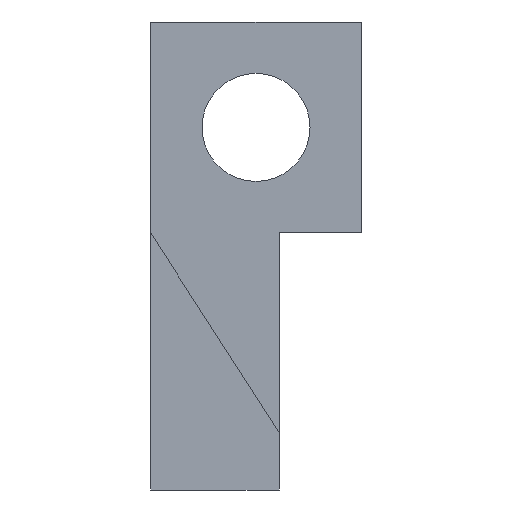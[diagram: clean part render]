
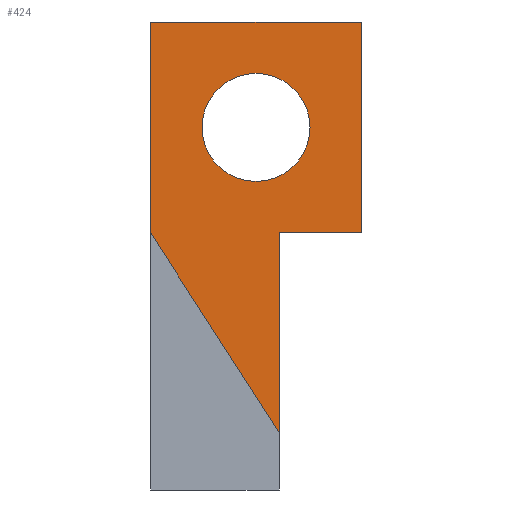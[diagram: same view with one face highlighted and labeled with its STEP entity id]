
A CAD part, front view. The second image highlights one B-rep face of the part: STEP entity #424.
In plain terms, the highlighted planar face has unit normal (0, -1, 0).
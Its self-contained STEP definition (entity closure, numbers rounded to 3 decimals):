
#126 = VERTEX_POINT('',#127);
#127 = CARTESIAN_POINT('',(0.,-15.,5.));
#133 = EDGE_CURVE('',#134,#126,#136,.T.);
#134 = VERTEX_POINT('',#135);
#135 = CARTESIAN_POINT('',(0.,-15.,13.2));
#136 = LINE('',#137,#138);
#137 = CARTESIAN_POINT('',(0.,-15.,13.2));
#138 = VECTOR('',#139,1.);
#139 = DIRECTION('',(0.,0.,-1.));
#186 = VERTEX_POINT('',#187);
#187 = CARTESIAN_POINT('',(5.,-15.,5.));
#193 = EDGE_CURVE('',#194,#186,#196,.T.);
#194 = VERTEX_POINT('',#195);
#195 = CARTESIAN_POINT('',(5.,-15.,-2.765));
#196 = LINE('',#197,#198);
#197 = CARTESIAN_POINT('',(5.,-15.,7.05));
#198 = VECTOR('',#199,1.);
#199 = DIRECTION('',(0.,0.,1.));
#245 = EDGE_CURVE('',#126,#194,#246,.T.);
#246 = LINE('',#247,#248);
#247 = CARTESIAN_POINT('',(2.168,-15.,1.634));
#248 = VECTOR('',#249,1.);
#249 = DIRECTION('',(0.541,0.,-0.841));
#321 = EDGE_CURVE('',#322,#134,#324,.T.);
#322 = VERTEX_POINT('',#323);
#323 = CARTESIAN_POINT('',(8.2,-15.,13.2));
#324 = LINE('',#325,#326);
#325 = CARTESIAN_POINT('',(8.2,-15.,13.2));
#326 = VECTOR('',#327,1.);
#327 = DIRECTION('',(-1.,0.,0.));
#365 = VERTEX_POINT('',#366);
#366 = CARTESIAN_POINT('',(8.2,-15.,5.));
#372 = EDGE_CURVE('',#186,#365,#373,.T.);
#373 = LINE('',#374,#375);
#374 = CARTESIAN_POINT('',(0.,-15.,5.));
#375 = VECTOR('',#376,1.);
#376 = DIRECTION('',(1.,0.,0.));
#386 = EDGE_CURVE('',#365,#322,#387,.T.);
#387 = LINE('',#388,#389);
#388 = CARTESIAN_POINT('',(8.2,-15.,5.));
#389 = VECTOR('',#390,1.);
#390 = DIRECTION('',(0.,0.,1.));
#403 = EDGE_CURVE('',#404,#404,#406,.T.);
#404 = VERTEX_POINT('',#405);
#405 = CARTESIAN_POINT('',(4.1,-15.,7.));
#406 = CIRCLE('',#407,2.1);
#407 = AXIS2_PLACEMENT_3D('',#408,#409,#410);
#408 = CARTESIAN_POINT('',(4.1,-15.,9.1));
#409 = DIRECTION('',(0.,-1.,0.));
#410 = DIRECTION('',(0.,0.,-1.));
#424 = ADVANCED_FACE('',(#425,#433),#436,.T.);
#425 = FACE_BOUND('',#426,.T.);
#426 = EDGE_LOOP('',(#427,#428,#429,#430,#431,#432));
#427 = ORIENTED_EDGE('',*,*,#386,.T.);
#428 = ORIENTED_EDGE('',*,*,#321,.T.);
#429 = ORIENTED_EDGE('',*,*,#133,.T.);
#430 = ORIENTED_EDGE('',*,*,#245,.T.);
#431 = ORIENTED_EDGE('',*,*,#193,.T.);
#432 = ORIENTED_EDGE('',*,*,#372,.T.);
#433 = FACE_BOUND('',#434,.T.);
#434 = EDGE_LOOP('',(#435));
#435 = ORIENTED_EDGE('',*,*,#403,.F.);
#436 = PLANE('',#437);
#437 = AXIS2_PLACEMENT_3D('',#438,#439,#440);
#438 = CARTESIAN_POINT('',(4.105,-15.,6.528));
#439 = DIRECTION('',(0.,-1.,0.));
#440 = DIRECTION('',(-1.,0.,0.));
